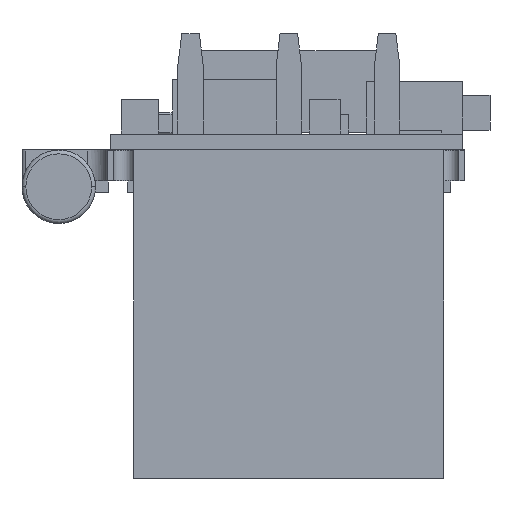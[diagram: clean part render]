
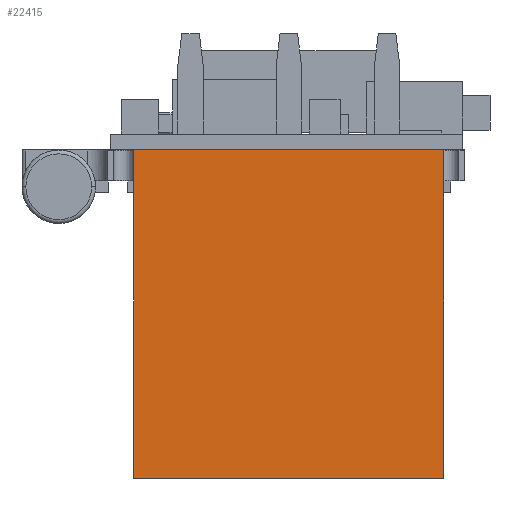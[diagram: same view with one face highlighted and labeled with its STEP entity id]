
A CAD part, front view. The second image highlights one B-rep face of the part: STEP entity #22415.
In plain terms, the highlighted face is planar.
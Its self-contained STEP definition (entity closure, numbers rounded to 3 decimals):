
#19391 = PLANE('',#19392);
#19392 = AXIS2_PLACEMENT_3D('',#19393,#19394,#19395);
#19393 = CARTESIAN_POINT('',(0.,0.,0.));
#19394 = DIRECTION('',(0.,1.,0.));
#19395 = DIRECTION('',(1.,0.,0.));
#19416 = VERTEX_POINT('',#19417);
#19417 = CARTESIAN_POINT('',(1.47,0.,1.25));
#19431 = PLANE('',#19432);
#19432 = AXIS2_PLACEMENT_3D('',#19433,#19434,#19435);
#19433 = CARTESIAN_POINT('',(1.47,0.,0.));
#19434 = DIRECTION('',(1.,0.,0.));
#19435 = DIRECTION('',(0.,0.,-1.));
#19443 = EDGE_CURVE('',#19444,#19416,#19446,.T.);
#19444 = VERTEX_POINT('',#19445);
#19445 = CARTESIAN_POINT('',(-6.55,0.,1.25));
#19446 = SURFACE_CURVE('',#19447,(#19451,#19458),.PCURVE_S1.);
#19447 = LINE('',#19448,#19449);
#19448 = CARTESIAN_POINT('',(-6.55,0.,1.25));
#19449 = VECTOR('',#19450,1.);
#19450 = DIRECTION('',(1.,0.,0.));
#19451 = PCURVE('',#19391,#19452);
#19452 = DEFINITIONAL_REPRESENTATION('',(#19453),#19457);
#19453 = LINE('',#19454,#19455);
#19454 = CARTESIAN_POINT('',(-6.55,-1.25));
#19455 = VECTOR('',#19456,1.);
#19456 = DIRECTION('',(1.,0.));
#19457 = ( GEOMETRIC_REPRESENTATION_CONTEXT(2) 
PARAMETRIC_REPRESENTATION_CONTEXT() REPRESENTATION_CONTEXT('2D SPACE',''
  ) );
#19458 = PCURVE('',#19459,#19464);
#19459 = PLANE('',#19460);
#19460 = AXIS2_PLACEMENT_3D('',#19461,#19462,#19463);
#19461 = CARTESIAN_POINT('',(-1.27,0.,1.25));
#19462 = DIRECTION('',(0.,0.,1.));
#19463 = DIRECTION('',(1.,0.,0.));
#19464 = DEFINITIONAL_REPRESENTATION('',(#19465),#19469);
#19465 = LINE('',#19466,#19467);
#19466 = CARTESIAN_POINT('',(-5.28,0.));
#19467 = VECTOR('',#19468,1.);
#19468 = DIRECTION('',(1.,0.));
#19469 = ( GEOMETRIC_REPRESENTATION_CONTEXT(2) 
PARAMETRIC_REPRESENTATION_CONTEXT() REPRESENTATION_CONTEXT('2D SPACE',''
  ) );
#19485 = PLANE('',#19486);
#19486 = AXIS2_PLACEMENT_3D('',#19487,#19488,#19489);
#19487 = CARTESIAN_POINT('',(-6.55,0.,0.));
#19488 = DIRECTION('',(1.,0.,0.));
#19489 = DIRECTION('',(0.,0.,-1.));
#22190 = PLANE('',#22191);
#22191 = AXIS2_PLACEMENT_3D('',#22192,#22193,#22194);
#22192 = CARTESIAN_POINT('',(0.,-8.5,0.));
#22193 = DIRECTION('',(0.,1.,0.));
#22194 = DIRECTION('',(1.,0.,0.));
#22248 = EDGE_CURVE('',#22249,#22251,#22253,.T.);
#22249 = VERTEX_POINT('',#22250);
#22250 = CARTESIAN_POINT('',(-6.55,-8.5,1.25));
#22251 = VERTEX_POINT('',#22252);
#22252 = CARTESIAN_POINT('',(1.47,-8.5,1.25));
#22253 = SURFACE_CURVE('',#22254,(#22258,#22265),.PCURVE_S1.);
#22254 = LINE('',#22255,#22256);
#22255 = CARTESIAN_POINT('',(-6.55,-8.5,1.25));
#22256 = VECTOR('',#22257,1.);
#22257 = DIRECTION('',(1.,0.,0.));
#22258 = PCURVE('',#22190,#22259);
#22259 = DEFINITIONAL_REPRESENTATION('',(#22260),#22264);
#22260 = LINE('',#22261,#22262);
#22261 = CARTESIAN_POINT('',(-6.55,-1.25));
#22262 = VECTOR('',#22263,1.);
#22263 = DIRECTION('',(1.,0.));
#22264 = ( GEOMETRIC_REPRESENTATION_CONTEXT(2) 
PARAMETRIC_REPRESENTATION_CONTEXT() REPRESENTATION_CONTEXT('2D SPACE',''
  ) );
#22265 = PCURVE('',#19459,#22266);
#22266 = DEFINITIONAL_REPRESENTATION('',(#22267),#22271);
#22267 = LINE('',#22268,#22269);
#22268 = CARTESIAN_POINT('',(-5.28,-8.5));
#22269 = VECTOR('',#22270,1.);
#22270 = DIRECTION('',(1.,0.));
#22271 = ( GEOMETRIC_REPRESENTATION_CONTEXT(2) 
PARAMETRIC_REPRESENTATION_CONTEXT() REPRESENTATION_CONTEXT('2D SPACE',''
  ) );
#22415 = ADVANCED_FACE('',(#22416),#19459,.T.);
#22416 = FACE_BOUND('',#22417,.F.);
#22417 = EDGE_LOOP('',(#22418,#22419,#22440,#22441));
#22418 = ORIENTED_EDGE('',*,*,#19443,.T.);
#22419 = ORIENTED_EDGE('',*,*,#22420,.T.);
#22420 = EDGE_CURVE('',#19416,#22251,#22421,.T.);
#22421 = SURFACE_CURVE('',#22422,(#22426,#22433),.PCURVE_S1.);
#22422 = LINE('',#22423,#22424);
#22423 = CARTESIAN_POINT('',(1.47,0.,1.25));
#22424 = VECTOR('',#22425,1.);
#22425 = DIRECTION('',(0.,-1.,0.));
#22426 = PCURVE('',#19459,#22427);
#22427 = DEFINITIONAL_REPRESENTATION('',(#22428),#22432);
#22428 = LINE('',#22429,#22430);
#22429 = CARTESIAN_POINT('',(2.74,0.));
#22430 = VECTOR('',#22431,1.);
#22431 = DIRECTION('',(0.,-1.));
#22432 = ( GEOMETRIC_REPRESENTATION_CONTEXT(2) 
PARAMETRIC_REPRESENTATION_CONTEXT() REPRESENTATION_CONTEXT('2D SPACE',''
  ) );
#22433 = PCURVE('',#19431,#22434);
#22434 = DEFINITIONAL_REPRESENTATION('',(#22435),#22439);
#22435 = LINE('',#22436,#22437);
#22436 = CARTESIAN_POINT('',(-1.25,0.));
#22437 = VECTOR('',#22438,1.);
#22438 = DIRECTION('',(0.,-1.));
#22439 = ( GEOMETRIC_REPRESENTATION_CONTEXT(2) 
PARAMETRIC_REPRESENTATION_CONTEXT() REPRESENTATION_CONTEXT('2D SPACE',''
  ) );
#22440 = ORIENTED_EDGE('',*,*,#22248,.F.);
#22441 = ORIENTED_EDGE('',*,*,#22442,.F.);
#22442 = EDGE_CURVE('',#19444,#22249,#22443,.T.);
#22443 = SURFACE_CURVE('',#22444,(#22448,#22455),.PCURVE_S1.);
#22444 = LINE('',#22445,#22446);
#22445 = CARTESIAN_POINT('',(-6.55,0.,1.25));
#22446 = VECTOR('',#22447,1.);
#22447 = DIRECTION('',(0.,-1.,0.));
#22448 = PCURVE('',#19459,#22449);
#22449 = DEFINITIONAL_REPRESENTATION('',(#22450),#22454);
#22450 = LINE('',#22451,#22452);
#22451 = CARTESIAN_POINT('',(-5.28,0.));
#22452 = VECTOR('',#22453,1.);
#22453 = DIRECTION('',(0.,-1.));
#22454 = ( GEOMETRIC_REPRESENTATION_CONTEXT(2) 
PARAMETRIC_REPRESENTATION_CONTEXT() REPRESENTATION_CONTEXT('2D SPACE',''
  ) );
#22455 = PCURVE('',#19485,#22456);
#22456 = DEFINITIONAL_REPRESENTATION('',(#22457),#22461);
#22457 = LINE('',#22458,#22459);
#22458 = CARTESIAN_POINT('',(-1.25,0.));
#22459 = VECTOR('',#22460,1.);
#22460 = DIRECTION('',(0.,-1.));
#22461 = ( GEOMETRIC_REPRESENTATION_CONTEXT(2) 
PARAMETRIC_REPRESENTATION_CONTEXT() REPRESENTATION_CONTEXT('2D SPACE',''
  ) );
